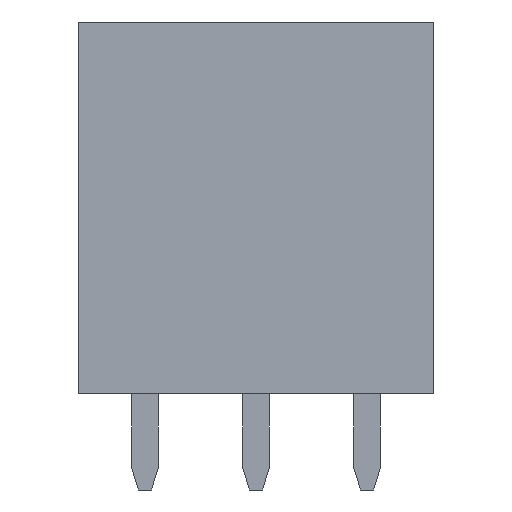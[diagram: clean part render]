
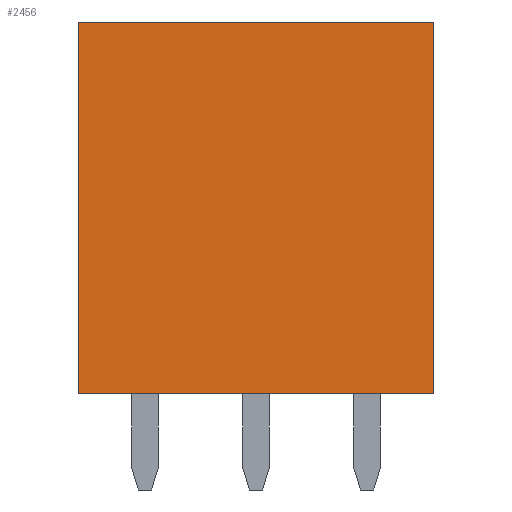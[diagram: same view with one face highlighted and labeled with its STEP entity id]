
A CAD part, front view. The second image highlights one B-rep face of the part: STEP entity #2456.
In plain terms, the highlighted planar face has unit normal (0, -1, 0).
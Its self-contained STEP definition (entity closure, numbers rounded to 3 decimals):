
#36 = CARTESIAN_POINT ( 'NONE',  ( -1.52, -1.27, 0. ) ) ;
#173 = CARTESIAN_POINT ( 'NONE',  ( -1.52, -1.27, 0. ) ) ;
#180 = VECTOR ( 'NONE', #696, 1000. ) ;
#314 = EDGE_LOOP ( 'NONE', ( #3081, #2213, #2522, #1955 ) ) ;
#319 = EDGE_CURVE ( 'NONE', #1793, #2610, #516, .T. ) ;
#388 = LINE ( 'NONE', #173, #2111 ) ;
#516 = LINE ( 'NONE', #2556, #180 ) ;
#630 = VECTOR ( 'NONE', #1487, 1000. ) ;
#696 = DIRECTION ( 'NONE',  ( 0., 0., -1. ) ) ;
#700 = CARTESIAN_POINT ( 'NONE',  ( 6.6, -1.27, 0. ) ) ;
#722 = DIRECTION ( 'NONE',  ( -1., 0., 0. ) ) ;
#828 = PLANE ( 'NONE',  #2679 ) ;
#887 = CARTESIAN_POINT ( 'NONE',  ( 6.6, -1.27, 8.5 ) ) ;
#890 = DIRECTION ( 'NONE',  ( 0., 0., -1. ) ) ;
#1354 = VERTEX_POINT ( 'NONE', #1835 ) ;
#1356 = EDGE_CURVE ( 'NONE', #1354, #2709, #388, .T. ) ;
#1487 = DIRECTION ( 'NONE',  ( -1., 0., 0. ) ) ;
#1793 = VERTEX_POINT ( 'NONE', #887 ) ;
#1811 = DIRECTION ( 'NONE',  ( 0., 1., 0. ) ) ;
#1835 = CARTESIAN_POINT ( 'NONE',  ( -1.52, -1.27, 8.5 ) ) ;
#1899 = LINE ( 'NONE', #1900, #630 ) ;
#1900 = CARTESIAN_POINT ( 'NONE',  ( 6.6, -1.27, 0. ) ) ;
#1955 = ORIENTED_EDGE ( 'NONE', *, *, #319, .F. ) ;
#2046 = LINE ( 'NONE', #2103, #2692 ) ;
#2049 = DIRECTION ( 'NONE',  ( 0., 0., 1. ) ) ;
#2103 = CARTESIAN_POINT ( 'NONE',  ( 6.6, -1.27, 8.5 ) ) ;
#2111 = VECTOR ( 'NONE', #890, 1000. ) ;
#2213 = ORIENTED_EDGE ( 'NONE', *, *, #1356, .T. ) ;
#2319 = EDGE_CURVE ( 'NONE', #2610, #2709, #1899, .T. ) ;
#2324 = FACE_OUTER_BOUND ( 'NONE', #314, .T. ) ;
#2456 = ADVANCED_FACE ( 'NONE', ( #2324 ), #828, .F. ) ;
#2522 = ORIENTED_EDGE ( 'NONE', *, *, #2319, .F. ) ;
#2556 = CARTESIAN_POINT ( 'NONE',  ( 6.6, -1.27, 0. ) ) ;
#2610 = VERTEX_POINT ( 'NONE', #700 ) ;
#2679 = AXIS2_PLACEMENT_3D ( 'NONE', #2798, #1811, #2049 ) ;
#2692 = VECTOR ( 'NONE', #722, 1000. ) ;
#2709 = VERTEX_POINT ( 'NONE', #36 ) ;
#2798 = CARTESIAN_POINT ( 'NONE',  ( 6.6, -1.27, 0. ) ) ;
#3061 = EDGE_CURVE ( 'NONE', #1793, #1354, #2046, .T. ) ;
#3081 = ORIENTED_EDGE ( 'NONE', *, *, #3061, .T. ) ;
